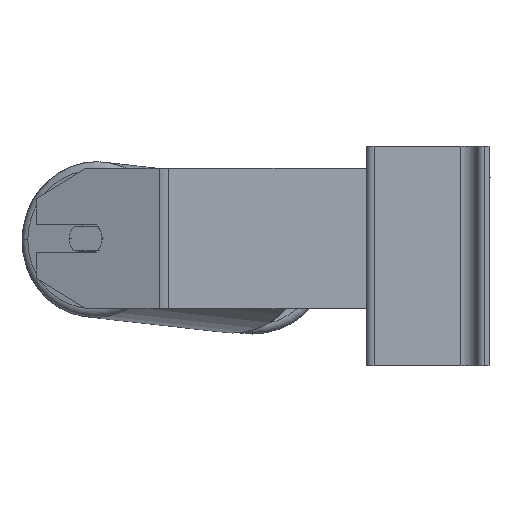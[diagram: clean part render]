
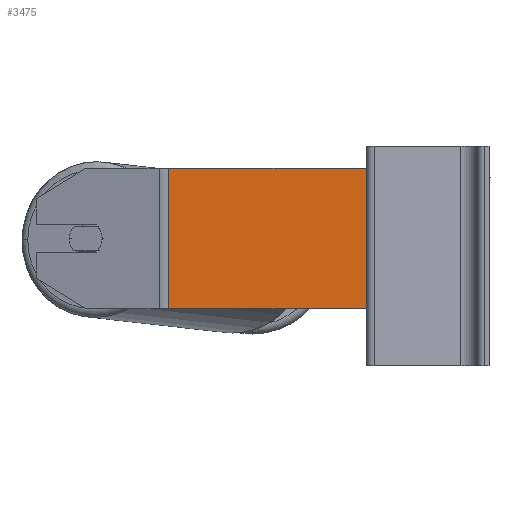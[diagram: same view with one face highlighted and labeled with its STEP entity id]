
A CAD part, left-side view. The second image highlights one B-rep face of the part: STEP entity #3475.
In plain terms, the highlighted planar face has unit normal (-1, 0, 0).
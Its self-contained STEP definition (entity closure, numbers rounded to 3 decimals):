
#765 = CARTESIAN_POINT ( 'NONE',  ( -413., 18., -30. ) ) ;
#877 = CARTESIAN_POINT ( 'NONE',  ( -413., 133.542, -30. ) ) ;
#1033 = DIRECTION ( 'NONE',  ( 0., -1., 0. ) ) ;
#1429 = VERTEX_POINT ( 'NONE', #765 ) ;
#1486 = VECTOR ( 'NONE', #1033, 1000. ) ;
#1550 = DIRECTION ( 'NONE',  ( 0., -1., 0. ) ) ;
#1656 = LINE ( 'NONE', #3944, #3972 ) ;
#1975 = DIRECTION ( 'NONE',  ( 0., 1., 0. ) ) ;
#2276 = ORIENTED_EDGE ( 'NONE', *, *, #4458, .F. ) ;
#2338 = EDGE_CURVE ( 'NONE', #8270, #1429, #3230, .T. ) ;
#2386 = CARTESIAN_POINT ( 'NONE',  ( -413., 18., 50. ) ) ;
#2474 = CARTESIAN_POINT ( 'NONE',  ( -413., 130.721, -30. ) ) ;
#2778 = PLANE ( 'NONE',  #7177 ) ;
#2882 = DIRECTION ( 'NONE',  ( 1., 0., 0. ) ) ;
#3106 = CARTESIAN_POINT ( 'NONE',  ( -413., 130.721, 50. ) ) ;
#3230 = LINE ( 'NONE', #2386, #10033 ) ;
#3475 = ADVANCED_FACE ( 'NONE', ( #7762 ), #2778, .F. ) ;
#3544 = LINE ( 'NONE', #877, #1486 ) ;
#3851 = VECTOR ( 'NONE', #7244, 1000. ) ;
#3944 = CARTESIAN_POINT ( 'NONE',  ( -413., 133.542, 50. ) ) ;
#3972 = VECTOR ( 'NONE', #1550, 1000. ) ;
#4458 = EDGE_CURVE ( 'NONE', #7063, #8270, #1656, .T. ) ;
#4765 = ORIENTED_EDGE ( 'NONE', *, *, #2338, .F. ) ;
#5305 = CARTESIAN_POINT ( 'NONE',  ( -413., 133.542, 50. ) ) ;
#5821 = ORIENTED_EDGE ( 'NONE', *, *, #9558, .T. ) ;
#6497 = EDGE_LOOP ( 'NONE', ( #5821, #4765, #2276, #10283 ) ) ;
#6969 = CARTESIAN_POINT ( 'NONE',  ( -413., 18., 50. ) ) ;
#7063 = VERTEX_POINT ( 'NONE', #7957 ) ;
#7177 = AXIS2_PLACEMENT_3D ( 'NONE', #5305, #2882, #1975 ) ;
#7244 = DIRECTION ( 'NONE',  ( 0., 0., -1. ) ) ;
#7762 = FACE_OUTER_BOUND ( 'NONE', #6497, .T. ) ;
#7957 = CARTESIAN_POINT ( 'NONE',  ( -413., 130.721, 50. ) ) ;
#8037 = LINE ( 'NONE', #3106, #3851 ) ;
#8270 = VERTEX_POINT ( 'NONE', #6969 ) ;
#9558 = EDGE_CURVE ( 'NONE', #10347, #1429, #3544, .T. ) ;
#10033 = VECTOR ( 'NONE', #10382, 1000. ) ;
#10235 = EDGE_CURVE ( 'NONE', #7063, #10347, #8037, .T. ) ;
#10283 = ORIENTED_EDGE ( 'NONE', *, *, #10235, .T. ) ;
#10347 = VERTEX_POINT ( 'NONE', #2474 ) ;
#10382 = DIRECTION ( 'NONE',  ( 0., 0., -1. ) ) ;
